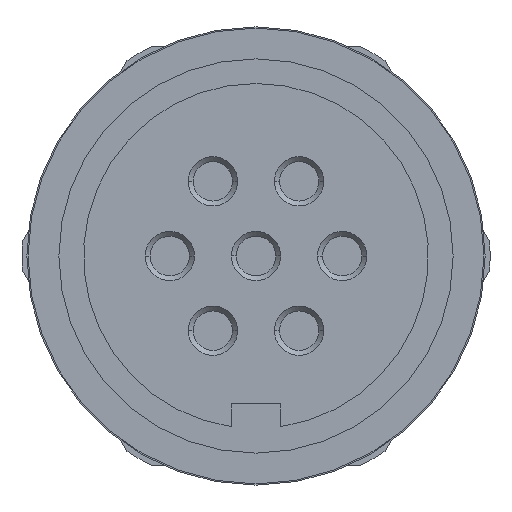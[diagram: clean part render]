
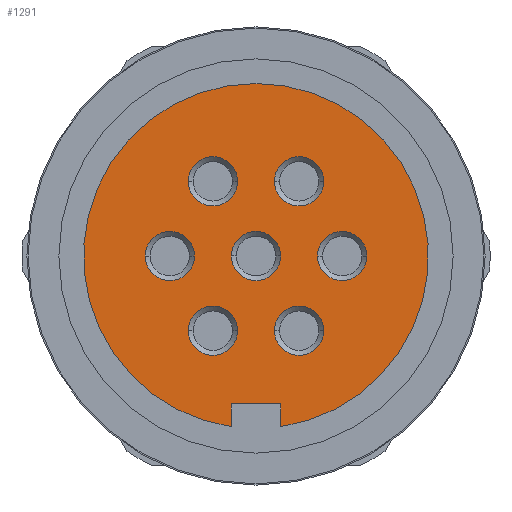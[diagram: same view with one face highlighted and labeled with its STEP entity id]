
A CAD part, front view. The second image highlights one B-rep face of the part: STEP entity #1291.
In plain terms, the highlighted planar face has unit normal (0, -1, 0).
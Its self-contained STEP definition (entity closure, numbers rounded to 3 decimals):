
#217=CARTESIAN_POINT('',(0.,-31.,7.));
#218=VERTEX_POINT('',#217);
#227=CARTESIAN_POINT('',(1.0,-31.0,-6.928));
#228=VERTEX_POINT('',#227);
#229=CARTESIAN_POINT('',(0.0,-31.,0.));
#230=DIRECTION('',(0.0,1.0,0.0));
#231=DIRECTION('',(0.0,0.0,1.0));
#232=AXIS2_PLACEMENT_3D('',#229,#230,#231);
#233=CIRCLE('',#232,7.);
#234=EDGE_CURVE('',#218,#228,#233,.T.);
#639=CARTESIAN_POINT('',(-2.5,-31.,0.));
#640=VERTEX_POINT('',#639);
#648=CARTESIAN_POINT('',(-4.5,-31.,0.));
#649=VERTEX_POINT('',#648);
#656=CARTESIAN_POINT('',(-3.5,-31.,0.));
#657=DIRECTION('',(0.0,-1.0,0.0));
#658=DIRECTION('',(1.0,0.0,0.0));
#659=AXIS2_PLACEMENT_3D('',#656,#657,#658);
#660=CIRCLE('',#659,1.);
#661=EDGE_CURVE('',#649,#640,#660,.T.);
#713=CARTESIAN_POINT('',(2.75,-31.,3.03));
#714=VERTEX_POINT('',#713);
#722=CARTESIAN_POINT('',(0.75,-31.,3.03));
#723=VERTEX_POINT('',#722);
#730=CARTESIAN_POINT('',(1.75,-31.,3.03));
#731=DIRECTION('',(0.0,-1.0,0.0));
#732=DIRECTION('',(1.0,0.0,0.0));
#733=AXIS2_PLACEMENT_3D('',#730,#731,#732);
#734=CIRCLE('',#733,1.);
#735=EDGE_CURVE('',#723,#714,#734,.T.);
#787=CARTESIAN_POINT('',(-0.75,-31.,3.03));
#788=VERTEX_POINT('',#787);
#796=CARTESIAN_POINT('',(-2.75,-31.,3.03));
#797=VERTEX_POINT('',#796);
#804=CARTESIAN_POINT('',(-1.75,-31.,3.03));
#805=DIRECTION('',(0.0,-1.0,0.0));
#806=DIRECTION('',(1.0,0.0,0.0));
#807=AXIS2_PLACEMENT_3D('',#804,#805,#806);
#808=CIRCLE('',#807,1.);
#809=EDGE_CURVE('',#797,#788,#808,.T.);
#861=CARTESIAN_POINT('',(2.75,-31.,-3.03));
#862=VERTEX_POINT('',#861);
#870=CARTESIAN_POINT('',(0.75,-31.,-3.03));
#871=VERTEX_POINT('',#870);
#878=CARTESIAN_POINT('',(1.75,-31.,-3.03));
#879=DIRECTION('',(0.0,-1.0,0.0));
#880=DIRECTION('',(1.0,0.0,0.0));
#881=AXIS2_PLACEMENT_3D('',#878,#879,#880);
#882=CIRCLE('',#881,1.);
#883=EDGE_CURVE('',#871,#862,#882,.T.);
#935=CARTESIAN_POINT('',(-0.75,-31.,-3.03));
#936=VERTEX_POINT('',#935);
#944=CARTESIAN_POINT('',(-2.75,-31.,-3.03));
#945=VERTEX_POINT('',#944);
#952=CARTESIAN_POINT('',(-1.75,-31.,-3.03));
#953=DIRECTION('',(0.0,-1.0,0.0));
#954=DIRECTION('',(1.0,0.0,0.0));
#955=AXIS2_PLACEMENT_3D('',#952,#953,#954);
#956=CIRCLE('',#955,1.);
#957=EDGE_CURVE('',#945,#936,#956,.T.);
#1009=CARTESIAN_POINT('',(4.5,-31.,0.));
#1010=VERTEX_POINT('',#1009);
#1018=CARTESIAN_POINT('',(2.5,-31.,0.));
#1019=VERTEX_POINT('',#1018);
#1026=CARTESIAN_POINT('',(3.5,-31.,0.));
#1027=DIRECTION('',(0.0,-1.0,0.0));
#1028=DIRECTION('',(1.0,0.0,0.0));
#1029=AXIS2_PLACEMENT_3D('',#1026,#1027,#1028);
#1030=CIRCLE('',#1029,1.);
#1031=EDGE_CURVE('',#1019,#1010,#1030,.T.);
#1083=CARTESIAN_POINT('',(1.,-31.,0.));
#1084=VERTEX_POINT('',#1083);
#1092=CARTESIAN_POINT('',(-1.,-31.,0.));
#1093=VERTEX_POINT('',#1092);
#1100=CARTESIAN_POINT('',(0.0,-31.,0.));
#1101=DIRECTION('',(0.0,-1.0,0.0));
#1102=DIRECTION('',(1.0,0.0,0.0));
#1103=AXIS2_PLACEMENT_3D('',#1100,#1101,#1102);
#1104=CIRCLE('',#1103,1.);
#1105=EDGE_CURVE('',#1093,#1084,#1104,.T.);
#1124=CARTESIAN_POINT('',(1.0,-31.0,-6.));
#1125=VERTEX_POINT('',#1124);
#1126=CARTESIAN_POINT('',(1.0,-31.0,-6.));
#1127=DIRECTION('',(0.0,0.0,-1.0));
#1128=VECTOR('',#1127,0.928);
#1129=LINE('',#1126,#1128);
#1130=EDGE_CURVE('',#1125,#228,#1129,.T.);
#1155=CARTESIAN_POINT('',(-1.0,-31.0,-6.));
#1156=VERTEX_POINT('',#1155);
#1157=CARTESIAN_POINT('',(-1.0,-31.0,-6.));
#1158=DIRECTION('',(1.0,0.0,0.0));
#1159=VECTOR('',#1158,2.0);
#1160=LINE('',#1157,#1159);
#1161=EDGE_CURVE('',#1156,#1125,#1160,.T.);
#1186=CARTESIAN_POINT('',(-1.0,-31.0,-6.928));
#1187=VERTEX_POINT('',#1186);
#1188=CARTESIAN_POINT('',(-1.0,-31.0,-6.928));
#1189=DIRECTION('',(0.0,0.0,1.0));
#1190=VECTOR('',#1189,0.928);
#1191=LINE('',#1188,#1190);
#1192=EDGE_CURVE('',#1187,#1156,#1191,.T.);
#1203=CARTESIAN_POINT('',(0.0,-31.,3.5));
#1204=DIRECTION('',(0.0,-1.0,0.0));
#1205=DIRECTION('',(0.0,0.0,-1.0));
#1206=AXIS2_PLACEMENT_3D('',#1203,#1204,#1205);
#1207=PLANE('',#1206);
#1208=ORIENTED_EDGE('',*,*,#1192,.T.);
#1209=ORIENTED_EDGE('',*,*,#1161,.T.);
#1210=ORIENTED_EDGE('',*,*,#1130,.T.);
#1211=ORIENTED_EDGE('',*,*,#234,.F.);
#1212=CARTESIAN_POINT('',(0.0,-31.,0.));
#1213=DIRECTION('',(0.0,1.0,0.0));
#1214=DIRECTION('',(0.0,0.0,1.0));
#1215=AXIS2_PLACEMENT_3D('',#1212,#1213,#1214);
#1216=CIRCLE('',#1215,7.);
#1217=EDGE_CURVE('',#1187,#218,#1216,.T.);
#1218=ORIENTED_EDGE('',*,*,#1217,.F.);
#1219=EDGE_LOOP('',(#1208,#1209,#1210,#1211,#1218));
#1220=FACE_OUTER_BOUND('',#1219,.T.);
#1221=ORIENTED_EDGE('',*,*,#1105,.F.);
#1222=CARTESIAN_POINT('',(0.0,-31.,0.));
#1223=DIRECTION('',(0.0,-1.0,0.0));
#1224=DIRECTION('',(1.0,0.0,0.0));
#1225=AXIS2_PLACEMENT_3D('',#1222,#1223,#1224);
#1226=CIRCLE('',#1225,1.);
#1227=EDGE_CURVE('',#1084,#1093,#1226,.T.);
#1228=ORIENTED_EDGE('',*,*,#1227,.F.);
#1229=EDGE_LOOP('',(#1221,#1228));
#1230=FACE_BOUND('',#1229,.T.);
#1231=ORIENTED_EDGE('',*,*,#957,.F.);
#1232=CARTESIAN_POINT('',(-1.75,-31.,-3.03));
#1233=DIRECTION('',(0.0,-1.0,0.0));
#1234=DIRECTION('',(1.0,0.0,0.0));
#1235=AXIS2_PLACEMENT_3D('',#1232,#1233,#1234);
#1236=CIRCLE('',#1235,1.);
#1237=EDGE_CURVE('',#936,#945,#1236,.T.);
#1238=ORIENTED_EDGE('',*,*,#1237,.F.);
#1239=EDGE_LOOP('',(#1231,#1238));
#1240=FACE_BOUND('',#1239,.T.);
#1241=ORIENTED_EDGE('',*,*,#809,.F.);
#1242=CARTESIAN_POINT('',(-1.75,-31.,3.03));
#1243=DIRECTION('',(0.0,-1.0,0.0));
#1244=DIRECTION('',(1.0,0.0,0.0));
#1245=AXIS2_PLACEMENT_3D('',#1242,#1243,#1244);
#1246=CIRCLE('',#1245,1.);
#1247=EDGE_CURVE('',#788,#797,#1246,.T.);
#1248=ORIENTED_EDGE('',*,*,#1247,.F.);
#1249=EDGE_LOOP('',(#1241,#1248));
#1250=FACE_BOUND('',#1249,.T.);
#1251=ORIENTED_EDGE('',*,*,#661,.F.);
#1252=CARTESIAN_POINT('',(-3.5,-31.,0.));
#1253=DIRECTION('',(0.0,-1.0,0.0));
#1254=DIRECTION('',(1.0,0.0,0.0));
#1255=AXIS2_PLACEMENT_3D('',#1252,#1253,#1254);
#1256=CIRCLE('',#1255,1.);
#1257=EDGE_CURVE('',#640,#649,#1256,.T.);
#1258=ORIENTED_EDGE('',*,*,#1257,.F.);
#1259=EDGE_LOOP('',(#1251,#1258));
#1260=FACE_BOUND('',#1259,.T.);
#1261=ORIENTED_EDGE('',*,*,#735,.F.);
#1262=CARTESIAN_POINT('',(1.75,-31.,3.03));
#1263=DIRECTION('',(0.0,-1.0,0.0));
#1264=DIRECTION('',(1.0,0.0,0.0));
#1265=AXIS2_PLACEMENT_3D('',#1262,#1263,#1264);
#1266=CIRCLE('',#1265,1.);
#1267=EDGE_CURVE('',#714,#723,#1266,.T.);
#1268=ORIENTED_EDGE('',*,*,#1267,.F.);
#1269=EDGE_LOOP('',(#1261,#1268));
#1270=FACE_BOUND('',#1269,.T.);
#1271=ORIENTED_EDGE('',*,*,#883,.F.);
#1272=CARTESIAN_POINT('',(1.75,-31.,-3.03));
#1273=DIRECTION('',(0.0,-1.0,0.0));
#1274=DIRECTION('',(1.0,0.0,0.0));
#1275=AXIS2_PLACEMENT_3D('',#1272,#1273,#1274);
#1276=CIRCLE('',#1275,1.);
#1277=EDGE_CURVE('',#862,#871,#1276,.T.);
#1278=ORIENTED_EDGE('',*,*,#1277,.F.);
#1279=EDGE_LOOP('',(#1271,#1278));
#1280=FACE_BOUND('',#1279,.T.);
#1281=ORIENTED_EDGE('',*,*,#1031,.F.);
#1282=CARTESIAN_POINT('',(3.5,-31.,0.));
#1283=DIRECTION('',(0.0,-1.0,0.0));
#1284=DIRECTION('',(1.0,0.0,0.0));
#1285=AXIS2_PLACEMENT_3D('',#1282,#1283,#1284);
#1286=CIRCLE('',#1285,1.);
#1287=EDGE_CURVE('',#1010,#1019,#1286,.T.);
#1288=ORIENTED_EDGE('',*,*,#1287,.F.);
#1289=EDGE_LOOP('',(#1281,#1288));
#1290=FACE_BOUND('',#1289,.T.);
#1291=ADVANCED_FACE('',(#1220,#1230,#1240,#1250,#1260,#1270,#1280,#1290),#1207,.T.);
